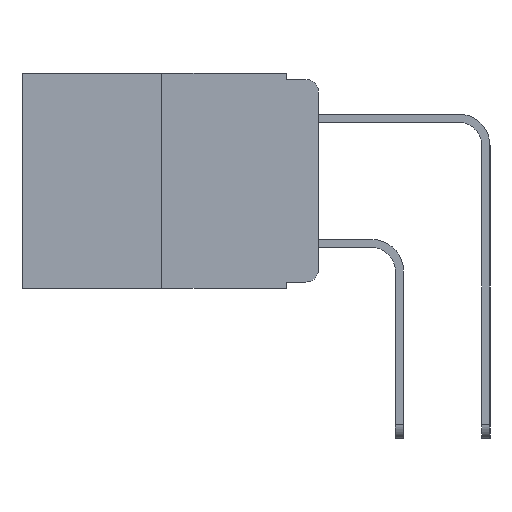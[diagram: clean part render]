
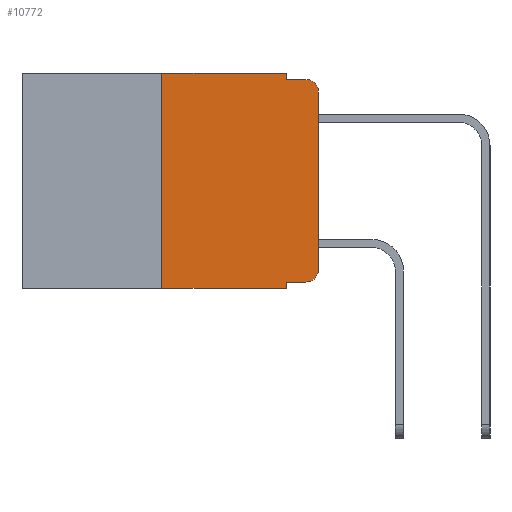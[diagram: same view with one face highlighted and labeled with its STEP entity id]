
A CAD part, left-side view. The second image highlights one B-rep face of the part: STEP entity #10772.
In plain terms, the highlighted planar face has unit normal (-1, 0, 0).
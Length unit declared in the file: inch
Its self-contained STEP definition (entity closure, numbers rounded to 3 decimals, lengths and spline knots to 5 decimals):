
#441 = ORIENTED_EDGE ( 'NONE', *, *, #1832, .F. ) ;
#619 = EDGE_CURVE ( 'NONE', #15509, #3546, #11751, .T. ) ;
#647 = CARTESIAN_POINT ( 'NONE',  ( 0., 0.051, 0. ) ) ;
#1023 = ORIENTED_EDGE ( 'NONE', *, *, #619, .F. ) ;
#1113 = CIRCLE ( 'NONE', #10184, 0.02 ) ;
#1145 = ORIENTED_EDGE ( 'NONE', *, *, #11582, .F. ) ;
#1238 = ORIENTED_EDGE ( 'NONE', *, *, #20343, .F. ) ;
#1301 = CARTESIAN_POINT ( 'NONE',  ( 0., 0.25, 0. ) ) ;
#1832 = EDGE_CURVE ( 'NONE', #3546, #19720, #2883, .T. ) ;
#2366 = DIRECTION ( 'NONE',  ( 0., -1., 0. ) ) ;
#2665 = ORIENTED_EDGE ( 'NONE', *, *, #19549, .T. ) ;
#2674 = CARTESIAN_POINT ( 'NONE',  ( 0., 0.051, 0. ) ) ;
#2762 = ORIENTED_EDGE ( 'NONE', *, *, #19258, .F. ) ;
#2883 = LINE ( 'NONE', #3094, #11441 ) ;
#2974 = EDGE_CURVE ( 'NONE', #17377, #19720, #5953, .T. ) ;
#3031 = DIRECTION ( 'NONE',  ( 0., 0., 1. ) ) ;
#3034 = ORIENTED_EDGE ( 'NONE', *, *, #18195, .T. ) ;
#3094 = CARTESIAN_POINT ( 'NONE',  ( 0., 0.051, -0.01 ) ) ;
#3324 = VERTEX_POINT ( 'NONE', #5311 ) ;
#3423 = VERTEX_POINT ( 'NONE', #15868 ) ;
#3452 = ORIENTED_EDGE ( 'NONE', *, *, #17082, .T. ) ;
#3546 = VERTEX_POINT ( 'NONE', #7618 ) ;
#4090 = EDGE_CURVE ( 'NONE', #3423, #17377, #5630, .T. ) ;
#4162 = CARTESIAN_POINT ( 'NONE',  ( 0., 0.473, -0.343 ) ) ;
#4460 = VERTEX_POINT ( 'NONE', #19799 ) ;
#4801 = DIRECTION ( 'NONE',  ( 0., -1., 0. ) ) ;
#4810 = LINE ( 'NONE', #9126, #13398 ) ;
#5311 = CARTESIAN_POINT ( 'NONE',  ( 0., 0.02, -0.333 ) ) ;
#5630 = LINE ( 'NONE', #18606, #18635 ) ;
#5688 = VERTEX_POINT ( 'NONE', #7886 ) ;
#5749 = VERTEX_POINT ( 'NONE', #21487 ) ;
#5953 = CIRCLE ( 'NONE', #13152, 0.02 ) ;
#6492 = EDGE_LOOP ( 'NONE', ( #6942, #14275, #441, #1023, #1145, #1238, #2665, #2762, #3034, #3452 ) ) ;
#6639 = VECTOR ( 'NONE', #12740, 39.37008 ) ;
#6757 = DIRECTION ( 'NONE',  ( 0., 0., 1. ) ) ;
#6765 = DIRECTION ( 'NONE',  ( 0., 0., -1. ) ) ;
#6942 = ORIENTED_EDGE ( 'NONE', *, *, #4090, .T. ) ;
#6958 = LINE ( 'NONE', #12025, #15543 ) ;
#7163 = DIRECTION ( 'NONE',  ( 0., -1., 0. ) ) ;
#7618 = CARTESIAN_POINT ( 'NONE',  ( 0., 0.051, -0.01 ) ) ;
#7873 = CARTESIAN_POINT ( 'NONE',  ( 0., 0.02, -0.03 ) ) ;
#7886 = CARTESIAN_POINT ( 'NONE',  ( 0., 0.051, -0.333 ) ) ;
#8501 = CARTESIAN_POINT ( 'NONE',  ( 0., 0.25, -0.343 ) ) ;
#8621 = CARTESIAN_POINT ( 'NONE',  ( 0., 0.02, -0.313 ) ) ;
#9126 = CARTESIAN_POINT ( 'NONE',  ( 0., 0.051, -0.333 ) ) ;
#9383 = DIRECTION ( 'NONE',  ( 0., -1., 0. ) ) ;
#9598 = DIRECTION ( 'NONE',  ( 0., 0., -1. ) ) ;
#10144 = PLANE ( 'NONE',  #15814 ) ;
#10184 = AXIS2_PLACEMENT_3D ( 'NONE', #8621, #20374, #10364 ) ;
#10364 = DIRECTION ( 'NONE',  ( 0., 0., -1. ) ) ;
#10772 = ADVANCED_FACE ( 'NONE', ( #19099 ), #10144, .F. ) ;
#11220 = VECTOR ( 'NONE', #3031, 39.37008 ) ;
#11441 = VECTOR ( 'NONE', #4801, 39.37008 ) ;
#11582 = EDGE_CURVE ( 'NONE', #5749, #15509, #20584, .T. ) ;
#11751 = LINE ( 'NONE', #647, #6639 ) ;
#12025 = CARTESIAN_POINT ( 'NONE',  ( 0., 0.051, 0. ) ) ;
#12740 = DIRECTION ( 'NONE',  ( 0., 0., -1. ) ) ;
#13152 = AXIS2_PLACEMENT_3D ( 'NONE', #7873, #19671, #9598 ) ;
#13398 = VECTOR ( 'NONE', #2366, 39.37008 ) ;
#13777 = DIRECTION ( 'NONE',  ( 0., 0., -1. ) ) ;
#14207 = VECTOR ( 'NONE', #9383, 39.37008 ) ;
#14275 = ORIENTED_EDGE ( 'NONE', *, *, #2974, .T. ) ;
#14886 = CARTESIAN_POINT ( 'NONE',  ( 0., 0., -0.03 ) ) ;
#15509 = VERTEX_POINT ( 'NONE', #2674 ) ;
#15543 = VECTOR ( 'NONE', #13777, 39.37008 ) ;
#15712 = CARTESIAN_POINT ( 'NONE',  ( 0., 0.473, 0. ) ) ;
#15814 = AXIS2_PLACEMENT_3D ( 'NONE', #21844, #16982, #6765 ) ;
#15868 = CARTESIAN_POINT ( 'NONE',  ( 0., 0., -0.313 ) ) ;
#16982 = DIRECTION ( 'NONE',  ( 1., 0., 0. ) ) ;
#17082 = EDGE_CURVE ( 'NONE', #3324, #3423, #1113, .T. ) ;
#17377 = VERTEX_POINT ( 'NONE', #14886 ) ;
#18175 = VERTEX_POINT ( 'NONE', #8501 ) ;
#18195 = EDGE_CURVE ( 'NONE', #5688, #3324, #4810, .T. ) ;
#18606 = CARTESIAN_POINT ( 'NONE',  ( 0., 0., 0. ) ) ;
#18614 = LINE ( 'NONE', #4162, #14207 ) ;
#18635 = VECTOR ( 'NONE', #6757, 39.37008 ) ;
#19099 = FACE_OUTER_BOUND ( 'NONE', #6492, .T. ) ;
#19258 = EDGE_CURVE ( 'NONE', #5688, #4460, #6958, .T. ) ;
#19549 = EDGE_CURVE ( 'NONE', #18175, #4460, #18614, .T. ) ;
#19671 = DIRECTION ( 'NONE',  ( -1., 0., 0. ) ) ;
#19720 = VERTEX_POINT ( 'NONE', #21564 ) ;
#19799 = CARTESIAN_POINT ( 'NONE',  ( 0., 0.051, -0.343 ) ) ;
#20082 = VECTOR ( 'NONE', #7163, 39.37008 ) ;
#20096 = LINE ( 'NONE', #1301, #11220 ) ;
#20343 = EDGE_CURVE ( 'NONE', #18175, #5749, #20096, .T. ) ;
#20374 = DIRECTION ( 'NONE',  ( -1., 0., 0. ) ) ;
#20584 = LINE ( 'NONE', #15712, #20082 ) ;
#21487 = CARTESIAN_POINT ( 'NONE',  ( 0., 0.25, 0. ) ) ;
#21564 = CARTESIAN_POINT ( 'NONE',  ( 0., 0.02, -0.01 ) ) ;
#21844 = CARTESIAN_POINT ( 'NONE',  ( 0., 0.473, 0. ) ) ;
